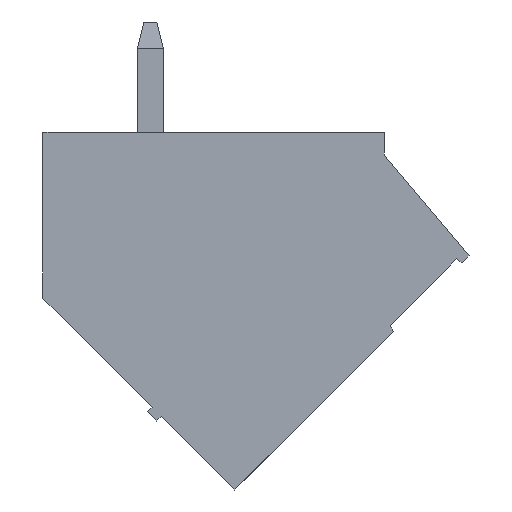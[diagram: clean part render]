
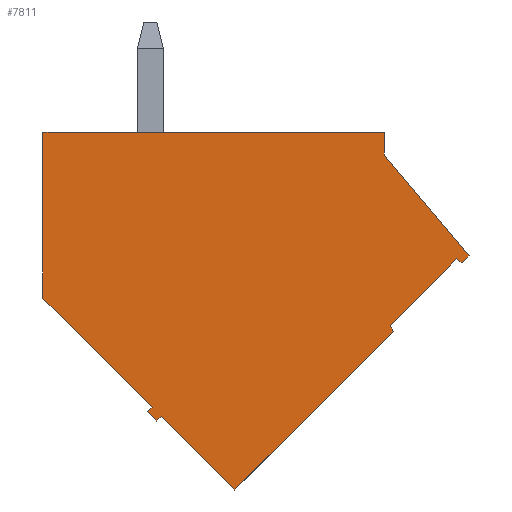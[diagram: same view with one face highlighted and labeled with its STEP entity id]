
A CAD part, front view. The second image highlights one B-rep face of the part: STEP entity #7811.
In plain terms, the highlighted planar face has unit normal (0, -1, 0).
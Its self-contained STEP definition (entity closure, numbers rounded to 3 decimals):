
#2564=CARTESIAN_POINT('',(-90.32,-55.096,-51.318));
#2565=VERTEX_POINT('',#2564);
#2572=CARTESIAN_POINT('',(-90.32,-55.096,-46.218));
#2573=VERTEX_POINT('',#2572);
#2574=CARTESIAN_POINT('',(-90.32,-55.096,-51.318));
#2575=DIRECTION('',(0.,0.,1.));
#2576=VECTOR('',#2575,5.1);
#2577=LINE('',#2574,#2576);
#2578=EDGE_CURVE('',#2565,#2573,#2577,.T.);
#3114=CARTESIAN_POINT('',(-79.821,-55.096,-46.918));
#3115=VERTEX_POINT('',#3114);
#3122=CARTESIAN_POINT('',(-77.22,-55.096,-50.018));
#3123=VERTEX_POINT('',#3122);
#3124=CARTESIAN_POINT('',(-79.821,-55.096,-46.918));
#3125=DIRECTION('',(0.643,0.,-0.766));
#3126=VECTOR('',#3125,4.047);
#3127=LINE('',#3124,#3126);
#3128=EDGE_CURVE('',#3115,#3123,#3127,.T.);
#3148=CARTESIAN_POINT('',(-77.597,-55.096,-50.113));
#3149=VERTEX_POINT('',#3148);
#3150=CARTESIAN_POINT('',(-79.648,-55.096,-52.164));
#3151=VERTEX_POINT('',#3150);
#3152=CARTESIAN_POINT('',(-77.597,-55.096,-50.113));
#3153=DIRECTION('',(-0.707,0.,-0.707));
#3154=VECTOR('',#3153,2.9);
#3155=LINE('',#3152,#3154);
#3156=EDGE_CURVE('',#3149,#3151,#3155,.T.);
#3179=CARTESIAN_POINT('',(-79.542,-55.096,-52.34));
#3180=VERTEX_POINT('',#3179);
#3181=CARTESIAN_POINT('',(-79.648,-55.096,-52.164));
#3182=DIRECTION('',(0.514,0.,-0.857));
#3183=VECTOR('',#3182,0.206);
#3184=LINE('',#3181,#3183);
#3185=EDGE_CURVE('',#3151,#3180,#3184,.T.);
#3203=CARTESIAN_POINT('',(-84.42,-55.096,-57.218));
#3204=VERTEX_POINT('',#3203);
#3205=CARTESIAN_POINT('',(-79.542,-55.096,-52.34));
#3206=DIRECTION('',(-0.707,0.,-0.707));
#3207=VECTOR('',#3206,6.898);
#3208=LINE('',#3205,#3207);
#3209=EDGE_CURVE('',#3180,#3204,#3208,.T.);
#5210=CARTESIAN_POINT('',(-86.683,-55.096,-54.956));
#5211=VERTEX_POINT('',#5210);
#5212=CARTESIAN_POINT('',(-84.42,-55.096,-57.218));
#5213=DIRECTION('',(-0.707,0.,0.707));
#5214=VECTOR('',#5213,3.2);
#5215=LINE('',#5212,#5214);
#5216=EDGE_CURVE('',#3204,#5211,#5215,.T.);
#5234=CARTESIAN_POINT('',(-86.824,-55.096,-55.097));
#5235=VERTEX_POINT('',#5234);
#5236=CARTESIAN_POINT('',(-86.683,-55.096,-54.956));
#5237=DIRECTION('',(-0.707,0.,-0.707));
#5238=VECTOR('',#5237,0.2);
#5239=LINE('',#5236,#5238);
#5240=EDGE_CURVE('',#5211,#5235,#5239,.T.);
#5258=CARTESIAN_POINT('',(-87.106,-55.096,-54.813));
#5259=VERTEX_POINT('',#5258);
#5260=CARTESIAN_POINT('',(-86.824,-55.096,-55.097));
#5261=DIRECTION('',(-0.705,0.,0.71));
#5262=VECTOR('',#5261,0.4);
#5263=LINE('',#5260,#5262);
#5264=EDGE_CURVE('',#5235,#5259,#5263,.T.);
#5282=CARTESIAN_POINT('',(-86.965,-55.096,-54.673));
#5283=VERTEX_POINT('',#5282);
#5284=CARTESIAN_POINT('',(-87.106,-55.096,-54.813));
#5285=DIRECTION('',(0.707,0.,0.707));
#5286=VECTOR('',#5285,0.199);
#5287=LINE('',#5284,#5286);
#5288=EDGE_CURVE('',#5259,#5283,#5287,.T.);
#5306=CARTESIAN_POINT('',(-86.965,-55.096,-54.673));
#5307=DIRECTION('',(-0.707,0.,0.707));
#5308=VECTOR('',#5307,4.744);
#5309=LINE('',#5306,#5308);
#5310=EDGE_CURVE('',#5283,#2565,#5309,.T.);
#5323=CARTESIAN_POINT('',(-77.433,-55.096,-50.231));
#5324=VERTEX_POINT('',#5323);
#5325=CARTESIAN_POINT('',(-77.22,-55.096,-50.018));
#5326=DIRECTION('',(-0.707,0.,-0.707));
#5327=VECTOR('',#5326,0.301);
#5328=LINE('',#5325,#5327);
#5329=EDGE_CURVE('',#3123,#5324,#5328,.T.);
#5347=CARTESIAN_POINT('',(-77.433,-55.096,-50.231));
#5348=DIRECTION('',(-0.812,0.,0.584));
#5349=VECTOR('',#5348,0.203);
#5350=LINE('',#5347,#5349);
#5351=EDGE_CURVE('',#5324,#3149,#5350,.T.);
#7778=CARTESIAN_POINT('',(-83.77,-55.096,-51.718));
#7779=DIRECTION('',(0.,0.,1.));
#7780=DIRECTION('',(0.,-1.,0.));
#7781=AXIS2_PLACEMENT_3D('',#7778,#7780,#7779);
#7782=PLANE('',#7781);
#7783=ORIENTED_EDGE('',*,*,#5329,.F.);
#7784=ORIENTED_EDGE('',*,*,#3128,.F.);
#7785=CARTESIAN_POINT('',(-79.821,-55.096,-46.218));
#7786=VERTEX_POINT('',#7785);
#7787=CARTESIAN_POINT('',(-79.821,-55.096,-46.918));
#7788=DIRECTION('',(0.,0.,1.));
#7789=VECTOR('',#7788,0.7);
#7790=LINE('',#7787,#7789);
#7791=EDGE_CURVE('',#3115,#7786,#7790,.T.);
#7792=ORIENTED_EDGE('',*,*,#7791,.T.);
#7793=CARTESIAN_POINT('',(-79.821,-55.096,-46.218));
#7794=DIRECTION('',(-1.,0.,0.));
#7795=VECTOR('',#7794,10.499);
#7796=LINE('',#7793,#7795);
#7797=EDGE_CURVE('',#7786,#2573,#7796,.T.);
#7798=ORIENTED_EDGE('',*,*,#7797,.T.);
#7799=ORIENTED_EDGE('',*,*,#2578,.F.);
#7800=ORIENTED_EDGE('',*,*,#5310,.F.);
#7801=ORIENTED_EDGE('',*,*,#5288,.F.);
#7802=ORIENTED_EDGE('',*,*,#5264,.F.);
#7803=ORIENTED_EDGE('',*,*,#5240,.F.);
#7804=ORIENTED_EDGE('',*,*,#5216,.F.);
#7805=ORIENTED_EDGE('',*,*,#3209,.F.);
#7806=ORIENTED_EDGE('',*,*,#3185,.F.);
#7807=ORIENTED_EDGE('',*,*,#3156,.F.);
#7808=ORIENTED_EDGE('',*,*,#5351,.F.);
#7809=EDGE_LOOP('',(#7783,#7784,#7792,#7798,#7799,#7800,#7801,#7802,#7803,#7804,#7805,#7806,#7807,#7808));
#7810=FACE_OUTER_BOUND('',#7809,.T.);
#7811=ADVANCED_FACE('',(#7810),#7782,.T.);
